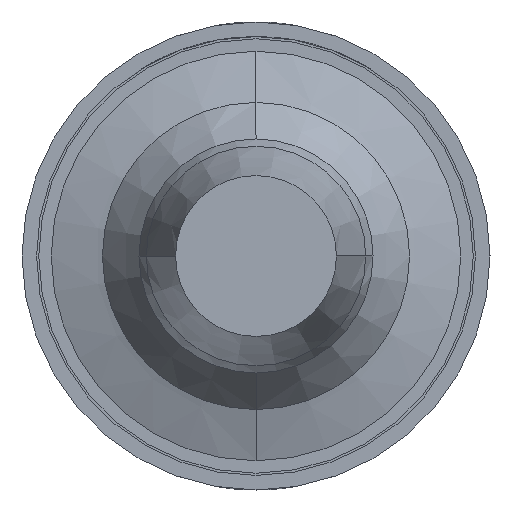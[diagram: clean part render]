
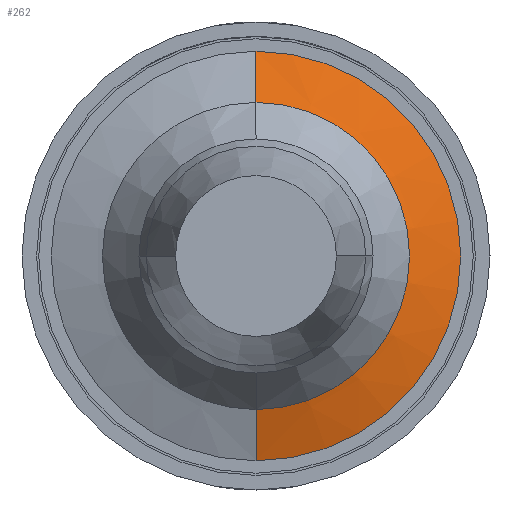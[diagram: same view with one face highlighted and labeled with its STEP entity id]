
A CAD part, front view. The second image highlights one B-rep face of the part: STEP entity #262.
In plain terms, the highlighted conical face has half-angle 71.565 degrees and reference radius 0.8 mm.
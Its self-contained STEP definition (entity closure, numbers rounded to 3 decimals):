
#125 = AXIS2_PLACEMENT_3D ( 'NONE', #2421, #792, #5531 ) ;
#209 = VERTEX_POINT ( 'NONE', #3308 ) ;
#262 = ADVANCED_FACE ( 'Defeature ausgef�hrt1_39', ( #2195 ), #4659, .T. ) ;
#569 = VERTEX_POINT ( 'NONE', #5403 ) ;
#792 = DIRECTION ( 'NONE',  ( 0., 1., 0. ) ) ;
#945 = DIRECTION ( 'NONE',  ( 0., 0., -1. ) ) ;
#961 = CARTESIAN_POINT ( 'NONE',  ( 0., -9.3, 0.8 ) ) ;
#965 = CARTESIAN_POINT ( 'NONE',  ( 0., -9.3, 0.8 ) ) ;
#1166 = ORIENTED_EDGE ( 'NONE', *, *, #4914, .F. ) ;
#1513 = VERTEX_POINT ( 'NONE', #965 ) ;
#1872 = EDGE_CURVE ( 'NONE', #569, #4584, #5297, .T. ) ;
#2091 = ORIENTED_EDGE ( 'NONE', *, *, #2496, .F. ) ;
#2195 = FACE_OUTER_BOUND ( 'NONE', #5318, .T. ) ;
#2219 = ORIENTED_EDGE ( 'NONE', *, *, #2224, .T. ) ;
#2224 = EDGE_CURVE ( 'Defeature ausgef�hrt1_39+Defeature ausgef�hrt1_38+Defeature ausgef�hrt1_38+Defeature ausgef�hrt1_38', #1513, #569, #4399, .T. ) ;
#2262 = VECTOR ( 'NONE', #6166, 1000. ) ;
#2311 = CARTESIAN_POINT ( 'NONE',  ( 0., -9.3, -0.8 ) ) ;
#2421 = CARTESIAN_POINT ( 'NONE',  ( 0., -9.3, 0. ) ) ;
#2496 = EDGE_CURVE ( 'NONE', #1513, #209, #4722, .T. ) ;
#2582 = CIRCLE ( 'NONE', #3854, 1.4 ) ;
#3189 = CARTESIAN_POINT ( 'NONE',  ( 0., -9.1, -1.4 ) ) ;
#3255 = CARTESIAN_POINT ( 'NONE',  ( 0., -9.3, 0. ) ) ;
#3308 = CARTESIAN_POINT ( 'NONE',  ( 0., -9.1, 1.4 ) ) ;
#3854 = AXIS2_PLACEMENT_3D ( 'NONE', #4039, #4607, #945 ) ;
#4039 = CARTESIAN_POINT ( 'NONE',  ( 0., -9.1, 0. ) ) ;
#4274 = AXIS2_PLACEMENT_3D ( 'NONE', #3255, #5284, #4892 ) ;
#4399 = CIRCLE ( 'NONE', #4274, 0.8 ) ;
#4584 = VERTEX_POINT ( 'NONE', #3189 ) ;
#4607 = DIRECTION ( 'NONE',  ( 0., 1., 0. ) ) ;
#4659 = CONICAL_SURFACE ( 'NONE', #125, 0.8, 1.249 ) ;
#4722 = LINE ( 'NONE', #961, #2262 ) ;
#4828 = DIRECTION ( 'NONE',  ( 0., 0.316, -0.949 ) ) ;
#4892 = DIRECTION ( 'NONE',  ( 0., 0., -1. ) ) ;
#4893 = VECTOR ( 'NONE', #4828, 1000. ) ;
#4914 = EDGE_CURVE ( 'Defeature ausgef�hrt1_40+Defeature ausgef�hrt1_39+Defeature ausgef�hrt1_39+Defeature ausgef�hrt1_39', #209, #4584, #2582, .T. ) ;
#5284 = DIRECTION ( 'NONE',  ( 0., 1., 0. ) ) ;
#5297 = LINE ( 'NONE', #2311, #4893 ) ;
#5318 = EDGE_LOOP ( 'NONE', ( #2091, #2219, #6656, #1166 ) ) ;
#5403 = CARTESIAN_POINT ( 'NONE',  ( 0., -9.3, -0.8 ) ) ;
#5531 = DIRECTION ( 'NONE',  ( 0., 0., -1. ) ) ;
#6166 = DIRECTION ( 'NONE',  ( 0., 0.316, 0.949 ) ) ;
#6656 = ORIENTED_EDGE ( 'NONE', *, *, #1872, .T. ) ;
